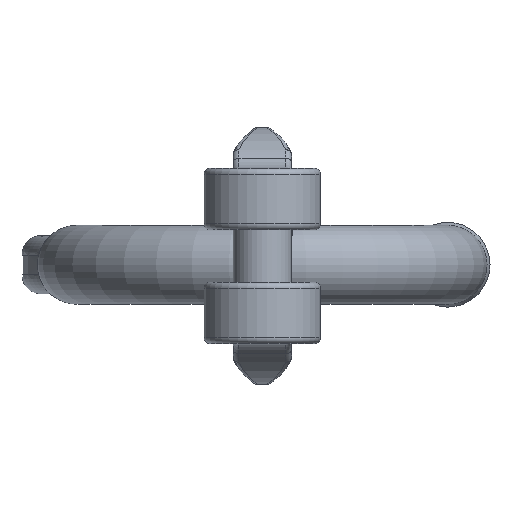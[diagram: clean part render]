
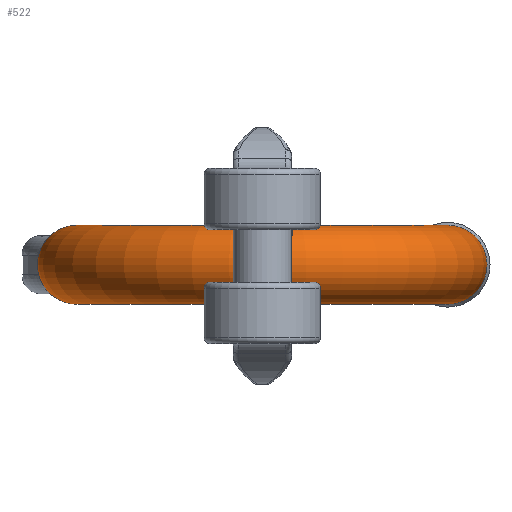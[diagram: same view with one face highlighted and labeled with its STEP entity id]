
A CAD part, front view. The second image highlights one B-rep face of the part: STEP entity #522.
In plain terms, the highlighted toroidal (fillet/blend) face has major radius 63.5 mm and minor radius 13.5 mm.
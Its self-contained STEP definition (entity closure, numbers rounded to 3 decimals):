
#189=TOROIDAL_SURFACE('',#5443,63.5,13.5);
#522=ADVANCED_FACE('',(#1079,#1080),#189,.T.);
#1020=CIRCLE('',#5434,13.5);
#1021=CIRCLE('',#5436,13.5);
#1079=FACE_BOUND('',#1389,.T.);
#1080=FACE_BOUND('',#1390,.T.);
#1389=EDGE_LOOP('',(#3448));
#1390=EDGE_LOOP('',(#3449));
#3448=ORIENTED_EDGE('',*,*,#4722,.F.);
#3449=ORIENTED_EDGE('',*,*,#4721,.T.);
#3999=VERTEX_POINT('',#10836);
#4000=VERTEX_POINT('',#10839);
#4721=EDGE_CURVE('',#3999,#3999,#1020,.T.);
#4722=EDGE_CURVE('',#4000,#4000,#1021,.T.);
#5434=AXIS2_PLACEMENT_3D('',#10835,#6323,#6324);
#5436=AXIS2_PLACEMENT_3D('',#10838,#6327,#6328);
#5443=AXIS2_PLACEMENT_3D('',#10849,#6341,#6342);
#6323=DIRECTION('',(0.,-1.,0.));
#6324=DIRECTION('',(1.,0.,0.));
#6327=DIRECTION('',(0.,1.,0.));
#6328=DIRECTION('',(-1.,0.,0.));
#6341=DIRECTION('',(0.,0.,-1.));
#6342=DIRECTION('',(-1.,0.,0.));
#10835=CARTESIAN_POINT('',(-63.5,-40.,0.));
#10836=CARTESIAN_POINT('',(-50.,-40.,0.));
#10838=CARTESIAN_POINT('',(63.5,-40.,0.));
#10839=CARTESIAN_POINT('',(50.,-40.,0.));
#10849=CARTESIAN_POINT('',(0.,-40.,0.));
